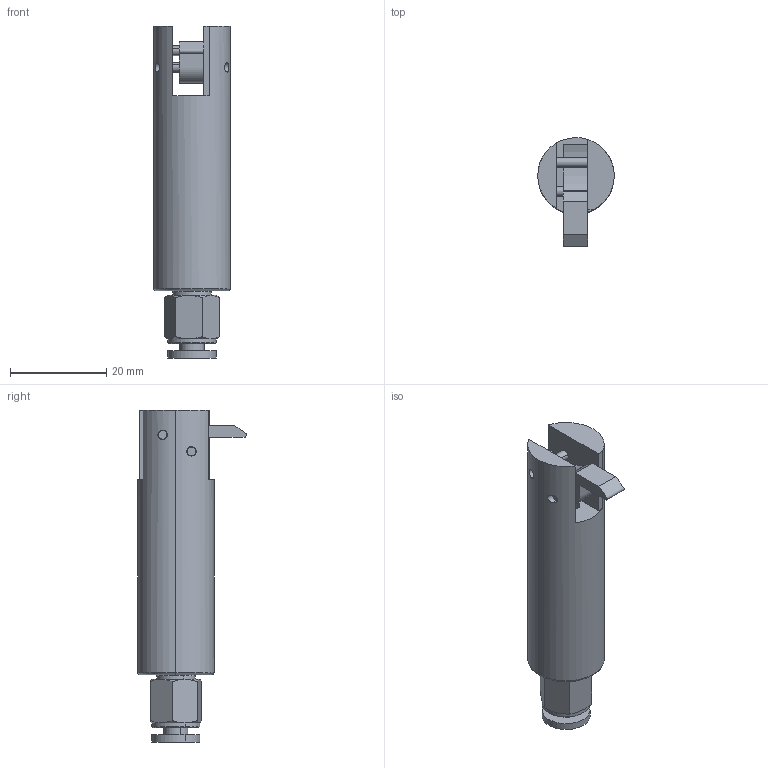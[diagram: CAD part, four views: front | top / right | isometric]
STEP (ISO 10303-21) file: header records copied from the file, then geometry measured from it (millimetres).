
FILE_DESCRIPTION (( 'STEP AP214' ), '1' );
FILE_NAME ('CO12-8GZQ-A.STEP', '2026-01-05T01:31:15', ( '' ), ( '' ), 'SwSTEP 2.0', 'SolidWorks 2024', '' );
FILE_SCHEMA (( 'AUTOMOTIVE_DESIGN' ));
Length unit declared in the file: millimetre
Products named in the file (5): M5气管接头; 8MM爪子; ZZX2125 爪子销; 客户实体; CO12-8GZQ-A
Assembly tree (5 placements, depth 2):
  CO12-8GZQ-A
    客户实体
    8MM爪子
    ZZX2125 爪子销  x2
    M5气管接头
Bounding box: 15.9 x 22.62 x 69 mm (x, y, z)
Volume: 10711.5 mm3; surface area: 5163.7 mm2
Topology: 5 solids, 5 shells, 112 faces, 253 edges, 157 vertices
Faces by surface type: cylinder 43, plane 37, cone 28, torus 2, bspline 2
Entity records: 3448 total; most frequent: CARTESIAN_POINT 1031, ORIENTED_EDGE 474, DIRECTION 468, EDGE_CURVE 237, AXIS2_PLACEMENT_3D 194, VERTEX_POINT 149, EDGE_LOOP 122, FACE_OUTER_BOUND 104
